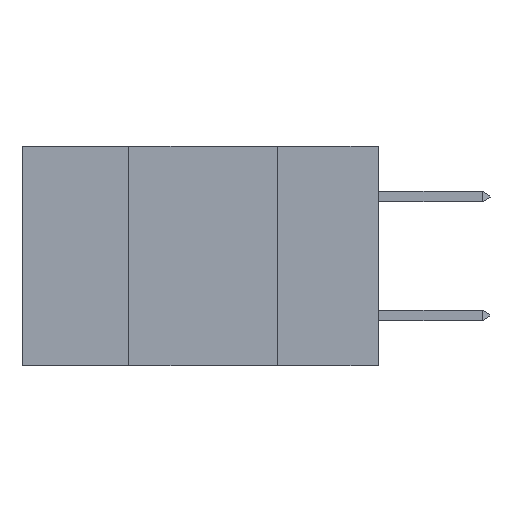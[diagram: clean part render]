
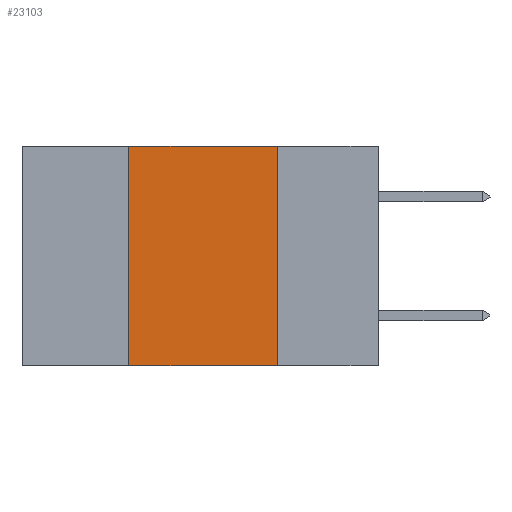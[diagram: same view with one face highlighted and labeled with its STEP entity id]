
A CAD part, left-side view. The second image highlights one B-rep face of the part: STEP entity #23103.
In plain terms, the highlighted planar face has unit normal (-1, 0, 0).
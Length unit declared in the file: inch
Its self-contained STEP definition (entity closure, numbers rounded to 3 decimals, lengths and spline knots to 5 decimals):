
#1206 = LINE ( 'NONE', #5077, #11646 ) ;
#1541 = CARTESIAN_POINT ( 'NONE',  ( 0., 0.42, 0. ) ) ;
#1990 = VERTEX_POINT ( 'NONE', #7200 ) ;
#3047 = VERTEX_POINT ( 'NONE', #17750 ) ;
#3094 = DIRECTION ( 'NONE',  ( 0., 0., 1. ) ) ;
#3814 = VECTOR ( 'NONE', #20385, 39.37008 ) ;
#4026 = ORIENTED_EDGE ( 'NONE', *, *, #21112, .F. ) ;
#4238 = VERTEX_POINT ( 'NONE', #22836 ) ;
#4639 = LINE ( 'NONE', #1541, #14443 ) ;
#5077 = CARTESIAN_POINT ( 'NONE',  ( 0., 0.17, 0. ) ) ;
#5713 = VECTOR ( 'NONE', #25815, 39.37008 ) ;
#7200 = CARTESIAN_POINT ( 'NONE',  ( 0., 0.17, 0. ) ) ;
#7538 = DIRECTION ( 'NONE',  ( 0., 0., -1. ) ) ;
#9278 = FACE_OUTER_BOUND ( 'NONE', #24334, .T. ) ;
#10858 = EDGE_CURVE ( 'NONE', #11974, #1990, #16837, .T. ) ;
#11098 = ORIENTED_EDGE ( 'NONE', *, *, #21120, .T. ) ;
#11646 = VECTOR ( 'NONE', #15882, 39.37008 ) ;
#11974 = VERTEX_POINT ( 'NONE', #24639 ) ;
#13185 = EDGE_CURVE ( 'NONE', #3047, #11974, #4639, .T. ) ;
#13295 = LINE ( 'NONE', #20664, #3814 ) ;
#14443 = VECTOR ( 'NONE', #3094, 39.37008 ) ;
#15882 = DIRECTION ( 'NONE',  ( 0., 0., -1. ) ) ;
#16123 = CARTESIAN_POINT ( 'NONE',  ( 0., 0.6, 0. ) ) ;
#16837 = LINE ( 'NONE', #23997, #5713 ) ;
#17750 = CARTESIAN_POINT ( 'NONE',  ( 0., 0.42, -0.37 ) ) ;
#19444 = ORIENTED_EDGE ( 'NONE', *, *, #13185, .F. ) ;
#19984 = PLANE ( 'NONE',  #26130 ) ;
#20385 = DIRECTION ( 'NONE',  ( 0., -1., 0. ) ) ;
#20664 = CARTESIAN_POINT ( 'NONE',  ( 0., 0.6, -0.37 ) ) ;
#21112 = EDGE_CURVE ( 'NONE', #1990, #4238, #1206, .T. ) ;
#21120 = EDGE_CURVE ( 'NONE', #3047, #4238, #13295, .T. ) ;
#22836 = CARTESIAN_POINT ( 'NONE',  ( 0., 0.17, -0.37 ) ) ;
#23103 = ADVANCED_FACE ( 'NONE', ( #9278 ), #19984, .F. ) ;
#23997 = CARTESIAN_POINT ( 'NONE',  ( 0., 0.6, 0. ) ) ;
#24334 = EDGE_LOOP ( 'NONE', ( #4026, #26783, #19444, #11098 ) ) ;
#24639 = CARTESIAN_POINT ( 'NONE',  ( 0., 0.42, 0. ) ) ;
#25815 = DIRECTION ( 'NONE',  ( 0., -1., 0. ) ) ;
#26130 = AXIS2_PLACEMENT_3D ( 'NONE', #16123, #26556, #7538 ) ;
#26556 = DIRECTION ( 'NONE',  ( 1., 0., 0. ) ) ;
#26783 = ORIENTED_EDGE ( 'NONE', *, *, #10858, .F. ) ;
